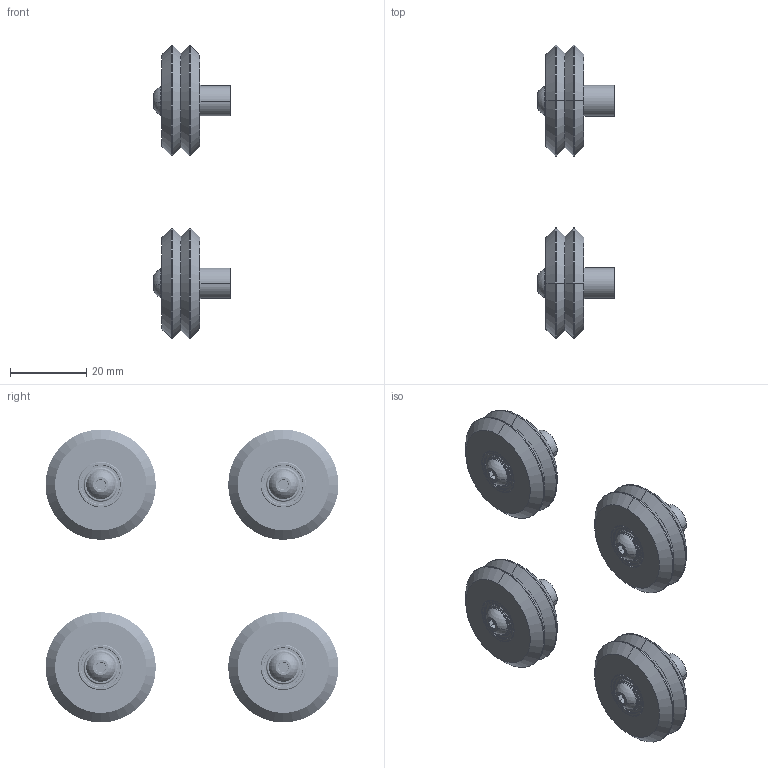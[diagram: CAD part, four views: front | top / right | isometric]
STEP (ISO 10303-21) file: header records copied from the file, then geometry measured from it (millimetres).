
FILE_DESCRIPTION (( 'STEP AP203' ), '1' );
FILE_NAME ('3205-0002-0001.STEP', '2018-08-08T20:23:14', ( '' ), ( '' ), 'SwSTEP 2.0', 'SolidWorks 2016', '' );
FILE_SCHEMA (( 'CONFIG_CONTROL_DESIGN' ));
Length unit declared in the file: millimetre
Products named in the file (6): 3600-0006-2910; 1503-6100-8080; 3600-0006-2910 Assembly; 1600-0412-0006; 2802-0004-0008_92095A480; 3205-0002-0001
Assembly tree (15 placements, depth 3):
  3205-0002-0001
    3600-0006-2910 Assembly  x4
      3600-0006-2910
      1600-0412-0006
    1503-6100-8080  x4
    2802-0004-0008_92095A480  x4
Bounding box: 20.2 x 77 x 77 mm (x, y, z)
Volume: 23313.2 mm3; surface area: 17700.9 mm2
Topology: 36 solids, 36 shells, 1400 faces, 3288 edges, 2060 vertices
Faces by surface type: cylinder 732, cone 284, plane 196, torus 160, bspline 20, sphere 8
Entity records: 18906 total; most frequent: CARTESIAN_POINT 12244, ORIENTED_EDGE 1332, DIRECTION 1135, EDGE_CURVE 666, AXIS2_PLACEMENT_3D 462, VERTEX_POINT 423, EDGE_LOOP 291, ADVANCED_FACE 270
